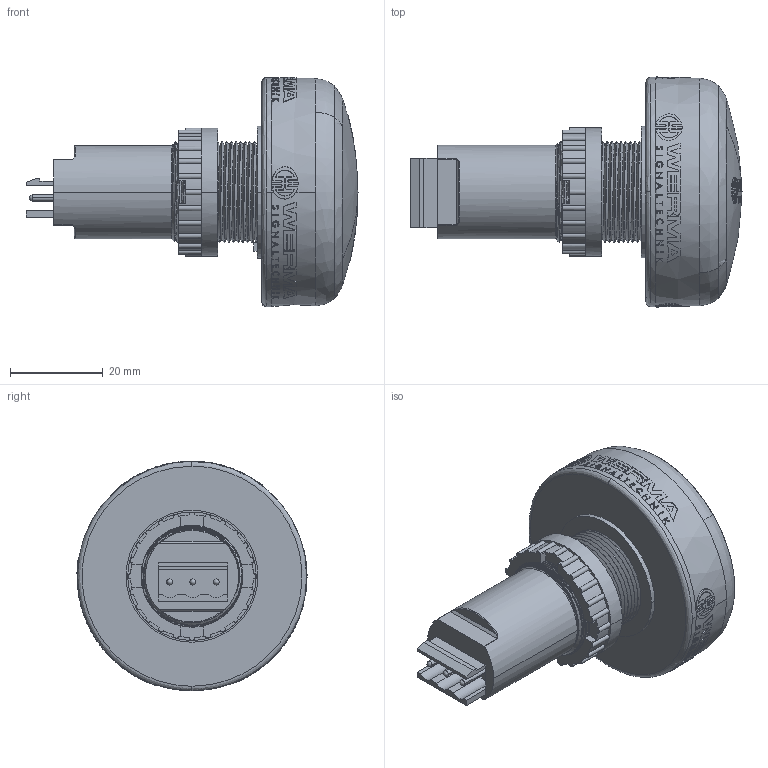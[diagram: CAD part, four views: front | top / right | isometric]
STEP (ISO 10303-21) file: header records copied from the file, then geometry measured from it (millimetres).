
FILE_DESCRIPTION (( 'STEP AP214' ), '1' );
FILE_NAME ('15030055.step', '2018-02-26T16:53:31', ( '' ), ( '' ), 'SwSTEP 2.0', 'SolidWorks 2017', '' );
FILE_SCHEMA (( 'AUTOMOTIVE_DESIGN' ));
Length unit declared in the file: inch
Products named in the file (1): 15030055
Bounding box: 71.7 x 49.68 x 49.59 mm (x, y, z)
Volume: 51016.4 mm3; surface area: 12823.8 mm2
Topology: 1 solids, 1 shells, 1200 faces, 3310 edges, 2190 vertices
Faces by surface type: plane 744, cylinder 322, cone 79, bspline 55
Entity records: 67041 total; most frequent: CARTESIAN_POINT 23353, ORIENTED_EDGE 6608, DIRECTION 4984, EDGE_CURVE 3304, VERTEX_POINT 2190, AXIS2_PLACEMENT_3D 1848, EDGE_LOOP 1300, VECTOR 1288
